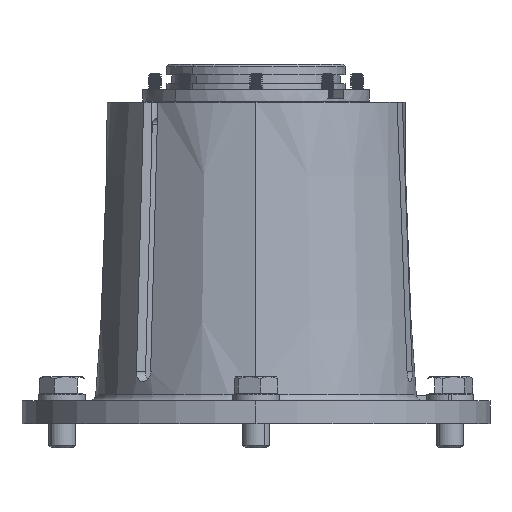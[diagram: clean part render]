
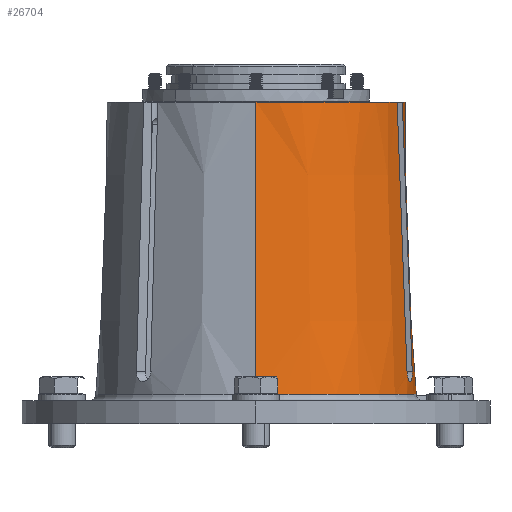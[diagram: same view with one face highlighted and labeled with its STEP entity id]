
A CAD part, front view. The second image highlights one B-rep face of the part: STEP entity #26704.
In plain terms, the highlighted conical face has half-angle 2.173 degrees and reference radius 70.818 mm.
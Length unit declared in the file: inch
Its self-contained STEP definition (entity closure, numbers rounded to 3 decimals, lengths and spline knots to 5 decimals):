
#378 = CARTESIAN_POINT ( 'NONE',  ( 0., -2.78813, 5.925 ) ) ;
#674 = CARTESIAN_POINT ( 'NONE',  ( 2.71342, -0.92117, 3.88501 ) ) ;
#1440 = EDGE_CURVE ( 'NONE', #31823, #53373, #33027, .T. ) ;
#1744 = CARTESIAN_POINT ( 'NONE',  ( 2.91259, -0.65207, 0.74381 ) ) ;
#1931 = CARTESIAN_POINT ( 'NONE',  ( 2.85803, -0.86311, 0.7223 ) ) ;
#3357 = AXIS2_PLACEMENT_3D ( 'NONE', #42072, #15562, #46525 ) ;
#4240 = EDGE_CURVE ( 'NONE', #5907, #55401, #45221, .T. ) ;
#4246 = CARTESIAN_POINT ( 'NONE',  ( 2.75539, -0.54419, 5.38501 ) ) ;
#4271 = CARTESIAN_POINT ( 'NONE',  ( 0., 2.99544, 0.46026 ) ) ;
#4475 = EDGE_CURVE ( 'NONE', #22862, #43046, #35477, .T. ) ;
#4861 = DIRECTION ( 'NONE',  ( 0., -0.038, -0.999 ) ) ;
#4967 = CARTESIAN_POINT ( 'NONE',  ( 2.82357, -0.95069, 0.885 ) ) ;
#5030 = ORIENTED_EDGE ( 'NONE', *, *, #1440, .F. ) ;
#5144 = CARTESIAN_POINT ( 'NONE',  ( 2.65172, -0.90464, 5.56501 ) ) ;
#5548 = AXIS2_PLACEMENT_3D ( 'NONE', #23437, #54351, #27887 ) ;
#5611 = ORIENTED_EDGE ( 'NONE', *, *, #32932, .T. ) ;
#5907 = VERTEX_POINT ( 'NONE', #37945 ) ;
#6202 = CARTESIAN_POINT ( 'NONE',  ( 2.9067, -0.68146, 0.72234 ) ) ;
#6400 = CARTESIAN_POINT ( 'NONE',  ( 2.84848, -0.89139, 0.74362 ) ) ;
#7643 = CARTESIAN_POINT ( 'NONE',  ( 0., 0., 5.925 ) ) ;
#7777 = DIRECTION ( 'NONE',  ( 0., 0.038, -0.999 ) ) ;
#8702 = CARTESIAN_POINT ( 'NONE',  ( 2.86556, -0.57371, 2.385 ) ) ;
#9335 = AXIS2_PLACEMENT_3D ( 'NONE', #7643, #16519, #12262 ) ;
#9608 = CARTESIAN_POINT ( 'NONE',  ( 2.6385, -0.9011, 5.925 ) ) ;
#10485 = CARTESIAN_POINT ( 'NONE',  ( 2.92109, -0.58859, 0.87261 ) ) ;
#10665 = CARTESIAN_POINT ( 'NONE',  ( 2.89943, -0.71417, 0.70714 ) ) ;
#10706 = ORIENTED_EDGE ( 'NONE', *, *, #13118, .T. ) ;
#10851 = CARTESIAN_POINT ( 'NONE',  ( 2.83983, -0.91523, 0.77058 ) ) ;
#11843 = VECTOR ( 'NONE', #4861, 39.37008 ) ;
#11910 = ORIENTED_EDGE ( 'NONE', *, *, #12198, .T. ) ;
#12198 = EDGE_CURVE ( 'NONE', #30335, #5907, #32347, .T. ) ;
#12262 = DIRECTION ( 'NONE',  ( 0., 1., 0. ) ) ;
#13118 = EDGE_CURVE ( 'NONE', #31823, #22862, #33059, .T. ) ;
#14934 = CARTESIAN_POINT ( 'NONE',  ( 2.92129, -0.5899, 0.86043 ) ) ;
#15112 = CARTESIAN_POINT ( 'NONE',  ( 2.89091, -0.7492, 0.6987 ) ) ;
#15320 = CARTESIAN_POINT ( 'NONE',  ( 2.83265, -0.93344, 0.80182 ) ) ;
#15562 = DIRECTION ( 'NONE',  ( 0., 0., 1. ) ) ;
#16414 = CARTESIAN_POINT ( 'NONE',  ( 0., -2.78813, 5.925 ) ) ;
#16519 = DIRECTION ( 'NONE',  ( 0., 0., -1. ) ) ;
#19419 = CARTESIAN_POINT ( 'NONE',  ( 2.92094, -0.59847, 0.82457 ) ) ;
#19616 = CARTESIAN_POINT ( 'NONE',  ( 2.88155, -0.78464, 0.69749 ) ) ;
#19800 = CARTESIAN_POINT ( 'NONE',  ( 2.82729, -0.94542, 0.8362 ) ) ;
#21257 = VECTOR ( 'NONE', #7777, 39.37008 ) ;
#21272 = CARTESIAN_POINT ( 'NONE',  ( 0., -2.99544, 0.46026 ) ) ;
#21624 = CONICAL_SURFACE ( 'NONE', #9335, 2.78813, 0.038 ) ;
#22704 = ORIENTED_EDGE ( 'NONE', *, *, #44809, .T. ) ;
#22862 = VERTEX_POINT ( 'NONE', #52116 ) ;
#23437 = CARTESIAN_POINT ( 'NONE',  ( 0., 0., 5.925 ) ) ;
#23878 = CARTESIAN_POINT ( 'NONE',  ( 2.91909, -0.61366, 0.79111 ) ) ;
#24061 = CARTESIAN_POINT ( 'NONE',  ( 2.87152, -0.81974, 0.70349 ) ) ;
#24239 = CARTESIAN_POINT ( 'NONE',  ( 2.82403, -0.95081, 0.87261 ) ) ;
#24414 = DIRECTION ( 'NONE',  ( 0., 0., -1. ) ) ;
#24632 = CARTESIAN_POINT ( 'NONE',  ( 0., 2.78813, 5.925 ) ) ;
#25020 = LINE ( 'NONE', #378, #11843 ) ;
#25048 = CIRCLE ( 'NONE', #3357, 2.99544 ) ;
#25369 = CARTESIAN_POINT ( 'NONE',  ( 0., 2.78813, 5.925 ) ) ;
#26319 = CARTESIAN_POINT ( 'NONE',  ( 2.74878, -0.54242, 5.56501 ) ) ;
#26704 = ADVANCED_FACE ( 'NONE', ( #38943 ), #21624, .T. ) ;
#27887 = DIRECTION ( 'NONE',  ( 0., 1., 0. ) ) ;
#28139 = CARTESIAN_POINT ( 'NONE',  ( 2.92063, -0.58847, 0.885 ) ) ;
#28323 = CARTESIAN_POINT ( 'NONE',  ( 2.91569, -0.63501, 0.7611 ) ) ;
#28526 = CARTESIAN_POINT ( 'NONE',  ( 2.8614, -0.85265, 0.71643 ) ) ;
#29237 = ORIENTED_EDGE ( 'NONE', *, *, #4240, .T. ) ;
#30335 = VERTEX_POINT ( 'NONE', #37918 ) ;
#31723 = CARTESIAN_POINT ( 'NONE',  ( 2.65833, -0.90641, 5.38501 ) ) ;
#31823 = VERTEX_POINT ( 'NONE', #24632 ) ;
#32347 = B_SPLINE_CURVE_WITH_KNOTS ( 'NONE', 3,
 ( #4967, #35785, #674, #31723, #5144, #36157, #9608 ),
 .UNSPECIFIED., .F., .F.,
 ( 4, 3, 4 ),
 ( 0., 0.11438, 0.12811 ),
 .UNSPECIFIED. ) ;
#32801 = CARTESIAN_POINT ( 'NONE',  ( 2.91081, -0.66136, 0.73605 ) ) ;
#32932 = EDGE_CURVE ( 'NONE', #56864, #53373, #25048, .T. ) ;
#32978 = CARTESIAN_POINT ( 'NONE',  ( 2.85159, -0.88242, 0.73587 ) ) ;
#33027 = LINE ( 'NONE', #25369, #21257 ) ;
#33059 = CIRCLE ( 'NONE', #5548, 2.78813 ) ;
#35282 = CARTESIAN_POINT ( 'NONE',  ( 2.81047, -0.55895, 3.88501 ) ) ;
#35477 = B_SPLINE_CURVE_WITH_KNOTS ( 'NONE', 3,
 ( #47999, #57255, #26319, #4246, #35282, #8702, #39658 ),
 .UNSPECIFIED., .F., .F.,
 ( 4, 3, 4 ),
 ( -0.01373, 0., 0.11438 ),
 .UNSPECIFIED. ) ;
#35785 = CARTESIAN_POINT ( 'NONE',  ( 2.7685, -0.93593, 2.385 ) ) ;
#36157 = CARTESIAN_POINT ( 'NONE',  ( 2.64511, -0.90287, 5.745 ) ) ;
#36244 = EDGE_LOOP ( 'NONE', ( #29237, #52791, #5611, #5030, #10706, #36870, #22704, #11910 ) ) ;
#36870 = ORIENTED_EDGE ( 'NONE', *, *, #4475, .T. ) ;
#37221 = CARTESIAN_POINT ( 'NONE',  ( 2.9044, -0.69214, 0.7165 ) ) ;
#37398 = CARTESIAN_POINT ( 'NONE',  ( 2.84256, -0.90793, 0.76111 ) ) ;
#37918 = CARTESIAN_POINT ( 'NONE',  ( 2.82357, -0.95069, 0.885 ) ) ;
#37945 = CARTESIAN_POINT ( 'NONE',  ( 2.6385, -0.9011, 5.925 ) ) ;
#38943 = FACE_OUTER_BOUND ( 'NONE', #36244, .T. ) ;
#39658 = CARTESIAN_POINT ( 'NONE',  ( 2.92063, -0.58847, 0.885 ) ) ;
#41187 = AXIS2_PLACEMENT_3D ( 'NONE', #50889, #24414, #55344 ) ;
#41634 = CARTESIAN_POINT ( 'NONE',  ( 2.89672, -0.72567, 0.70354 ) ) ;
#41824 = CARTESIAN_POINT ( 'NONE',  ( 2.83489, -0.92796, 0.79087 ) ) ;
#42072 = CARTESIAN_POINT ( 'NONE',  ( 0., 0., 0.46026 ) ) ;
#43046 = VERTEX_POINT ( 'NONE', #49595 ) ;
#43628 = B_SPLINE_CURVE_WITH_KNOTS ( 'NONE', 3,
 ( #28139, #10485, #14934, #45893, #19419, #50345, #23878, #54790, #28323, #1744, #32801, #6202, #37221, #10665, #41634, #15112, #46083, #19616, #50525, #24061, #54979, #28526, #1931, #32978, #6400, #37398, #10851, #41824, #15320, #46265, #19800, #50720, #24239, #55169 ),
 .UNSPECIFIED., .F., .F.,
 ( 4, 2, 2, 2, 2, 2, 2, 2, 2, 2, 2, 2, 2, 2, 2, 2, 4 ),
 ( 0., 0.00093, 0.00186, 0.00279, 0.00373, 0.00466, 0.00559, 0.00652, 0.00745, 0.00838, 0.00931, 0.01025, 0.01118, 0.01211, 0.01304, 0.01397, 0.0149 ),
 .UNSPECIFIED. ) ;
#44809 = EDGE_CURVE ( 'NONE', #43046, #30335, #43628, .T. ) ;
#45221 = CIRCLE ( 'NONE', #41187, 2.78813 ) ;
#45893 = CARTESIAN_POINT ( 'NONE',  ( 2.92122, -0.59481, 0.83647 ) ) ;
#46083 = CARTESIAN_POINT ( 'NONE',  ( 2.88788, -0.76099, 0.69751 ) ) ;
#46265 = CARTESIAN_POINT ( 'NONE',  ( 2.82885, -0.94217, 0.82452 ) ) ;
#46525 = DIRECTION ( 'NONE',  ( 0., 1., 0. ) ) ;
#47999 = CARTESIAN_POINT ( 'NONE',  ( 2.73555, -0.53888, 5.925 ) ) ;
#49595 = CARTESIAN_POINT ( 'NONE',  ( 2.92063, -0.58847, 0.885 ) ) ;
#49652 = EDGE_CURVE ( 'NONE', #55401, #56864, #25020, .T. ) ;
#50345 = CARTESIAN_POINT ( 'NONE',  ( 2.91987, -0.60792, 0.80188 ) ) ;
#50525 = CARTESIAN_POINT ( 'NONE',  ( 2.87821, -0.79662, 0.69871 ) ) ;
#50720 = CARTESIAN_POINT ( 'NONE',  ( 2.82488, -0.94975, 0.86021 ) ) ;
#50889 = CARTESIAN_POINT ( 'NONE',  ( 0., 0., 5.925 ) ) ;
#52116 = CARTESIAN_POINT ( 'NONE',  ( 2.73555, -0.53888, 5.925 ) ) ;
#52791 = ORIENTED_EDGE ( 'NONE', *, *, #49652, .T. ) ;
#53373 = VERTEX_POINT ( 'NONE', #4271 ) ;
#54351 = DIRECTION ( 'NONE',  ( 0., 0., -1. ) ) ;
#54790 = CARTESIAN_POINT ( 'NONE',  ( 2.91701, -0.62718, 0.77075 ) ) ;
#54979 = CARTESIAN_POINT ( 'NONE',  ( 2.86815, -0.83095, 0.70704 ) ) ;
#55169 = CARTESIAN_POINT ( 'NONE',  ( 2.82357, -0.95069, 0.885 ) ) ;
#55344 = DIRECTION ( 'NONE',  ( 0., 1., 0. ) ) ;
#55401 = VERTEX_POINT ( 'NONE', #16414 ) ;
#56864 = VERTEX_POINT ( 'NONE', #21272 ) ;
#57255 = CARTESIAN_POINT ( 'NONE',  ( 2.74217, -0.54065, 5.745 ) ) ;
